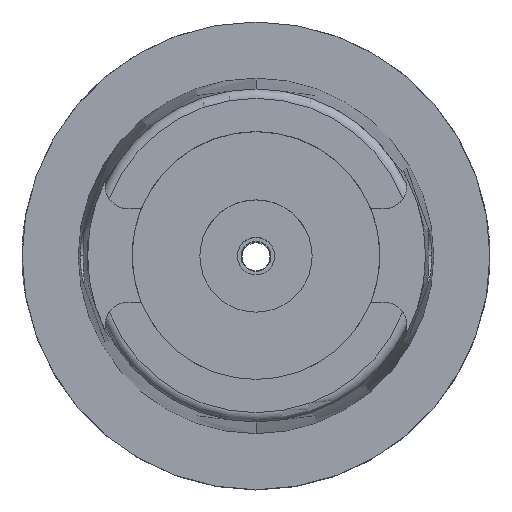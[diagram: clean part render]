
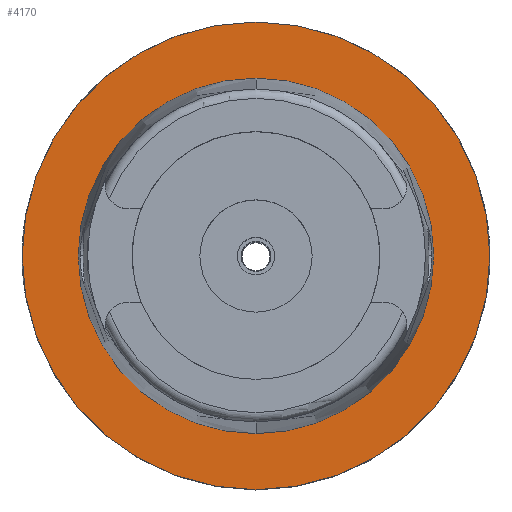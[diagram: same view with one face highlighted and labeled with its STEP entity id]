
A CAD part, top view. The second image highlights one B-rep face of the part: STEP entity #4170.
In plain terms, the highlighted planar face has unit normal (0, 0, 1).
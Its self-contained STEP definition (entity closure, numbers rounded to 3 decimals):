
#2067=CARTESIAN_POINT('',(0.,0.,0.));
#2068=DIRECTION('',(0.,0.,-1.));
#2069=DIRECTION('',(0.,-1.,0.));
#2070=AXIS2_PLACEMENT_3D('',#2067,#2068,#2069);
#2075=CARTESIAN_POINT('',(0.,0.,0.));
#2076=DIRECTION('',(0.,0.,-1.));
#2077=DIRECTION('',(0.,1.,0.));
#2078=AXIS2_PLACEMENT_3D('',#2075,#2076,#2077);
#2083=CARTESIAN_POINT('',(0.,0.,0.));
#2084=DIRECTION('',(0.,0.,1.));
#2085=DIRECTION('',(0.,-1.,0.));
#2086=AXIS2_PLACEMENT_3D('',#2083,#2084,#2085);
#2091=CARTESIAN_POINT('',(0.,0.,0.));
#2092=DIRECTION('',(0.,0.,1.));
#2093=DIRECTION('',(0.,1.,0.));
#2094=AXIS2_PLACEMENT_3D('',#2091,#2092,#2093);
#2391=CARTESIAN_POINT('',(0.,-38.,0.));
#2392=VERTEX_POINT('',#2391);
#2393=CARTESIAN_POINT('',(0.,38.,0.));
#2394=VERTEX_POINT('',#2393);
#2648=CARTESIAN_POINT('',(0.,50.,0.));
#2649=VERTEX_POINT('',#2648);
#2650=CARTESIAN_POINT('',(0.,-50.,0.));
#2651=VERTEX_POINT('',#2650);
#4157=CARTESIAN_POINT('',(0.,0.,0.));
#4158=DIRECTION('',(0.,0.,1.));
#4159=DIRECTION('',(0.,1.,0.));
#4160=AXIS2_PLACEMENT_3D('',#4157,#4158,#4159);
#4161=PLANE('',#4160);
#4162=ORIENTED_EDGE('',*,*,#3922,.T.);
#4163=ORIENTED_EDGE('',*,*,#4031,.T.);
#4164=EDGE_LOOP('',(#4162,#4163));
#4165=FACE_OUTER_BOUND('',#4164,.F.);
#4166=ORIENTED_EDGE('',*,*,#2886,.T.);
#4167=ORIENTED_EDGE('',*,*,#2857,.T.);
#4168=EDGE_LOOP('',(#4166,#4167));
#4169=FACE_BOUND('',#4168,.F.);
#2071=CIRCLE('',#2070,50.);
#2079=CIRCLE('',#2078,50.);
#2087=CIRCLE('',#2086,38.);
#2095=CIRCLE('',#2094,38.);
#2857=EDGE_CURVE('',#2394,#2392,#2095,.T.);
#2886=EDGE_CURVE('',#2392,#2394,#2087,.T.);
#3922=EDGE_CURVE('',#2651,#2649,#2071,.T.);
#4031=EDGE_CURVE('',#2649,#2651,#2079,.T.);
#4170=ADVANCED_FACE('',(#4165,#4169),#4161,.T.);
